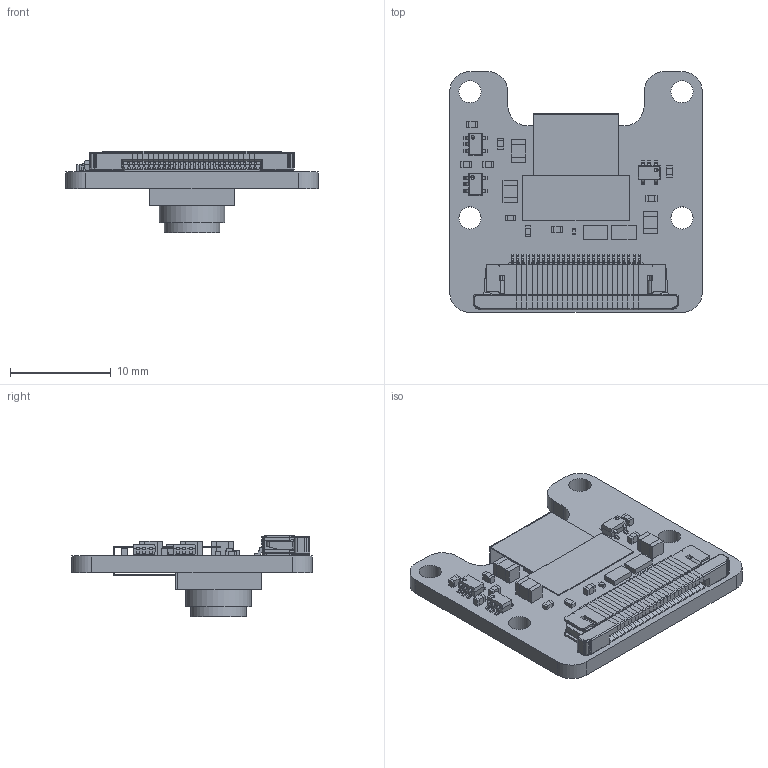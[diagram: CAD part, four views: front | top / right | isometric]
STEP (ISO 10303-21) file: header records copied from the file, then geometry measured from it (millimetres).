
FILE_DESCRIPTION(('Open CASCADE Model'),'2;1');
FILE_NAME('Open CASCADE Shape Model','2021-04-15T09:55:29',('Author'),( 'Open CASCADE'),'Open CASCADE STEP processor 6.8','Open CASCADE 6.8' ,'Unknown');
FILE_SCHEMA(('AUTOMOTIVE_DESIGN { 1 0 10303 214 1 1 1 1 }'));
Length unit declared in the file: millimetre
Products named in the file (70): PCB; Board; Open CASCADE STEP translator 6.8 19.1.1; D2; 8430957664; Extruded; D1; J1; f32r_26pin_asm_RGB16777215; F32R_R; F32R_M; F32R_L; U3; User_Library-SOT353-1; U2; U1; J2; 7178281760; 7178280720; 7178280880; 7178281120; Cylinder; 7178281360; 7178281600; R3; 5806470560; 5806470400; C25; 5806472800; 5806472640; C24; 5806471120; C22; C21; C19; R1; 5806469680; 5806469520; FB3; 5806461600 ...
Assembly tree (135 placements, depth 4):
  PCB
    Board
      Open CASCADE STEP translator 6.8 19.1.1
    D2
      8430957664
        Extruded
    D1
      8430957664
        Extruded
    J1
      f32r_26pin_asm_RGB16777215
        F32R_R
        F32R_M  x24
        F32R_L
    U3
      User_Library-SOT353-1
    U2
      User_Library-SOT353-1
    U1
      User_Library-SOT353-1
    J2
      7178281760  x2
        Extruded
      7178280720
        Extruded
      7178280880
        Extruded
      7178281120
        Cylinder
      7178281360
        Cylinder
      7178281600
        Extruded
    R3
      5806470560  x2
        Extruded
      5806470400
        Extruded
    C25
      5806472800
        Extruded
      5806472640  x2
        Extruded
    C24
      5806472800
        Extruded
      5806471120  x2
        Extruded
    C22
      5806472800
        Extruded
      5806472640  x2
        Extruded
    C21
      5806472800
        Extruded
      5806472640  x2
        Extruded
    C19
      5806472800
Bounding box: 25 x 23.86 x 8.11 mm (x, y, z)
Volume: 1251.1 mm3; surface area: 3153.8 mm2
Topology: 90 solids, 90 shells, 3515 faces, 9802 edges, 6482 vertices
Faces by surface type: plane 2604, cylinder 873, torus 16, bspline 16, sphere 6
Full cylindrical faces by diameter (mm): 2.2 x4, 5.5 x1, 6.5 x1
Entity records: 33303 total; most frequent: CARTESIAN_POINT 5352, DIRECTION 4330, ORIENTED_EDGE 4318, EDGE_CURVE 2159, LINE 1646, VECTOR 1646, VERTEX_POINT 1398, AXIS2_PLACEMENT_3D 1342
